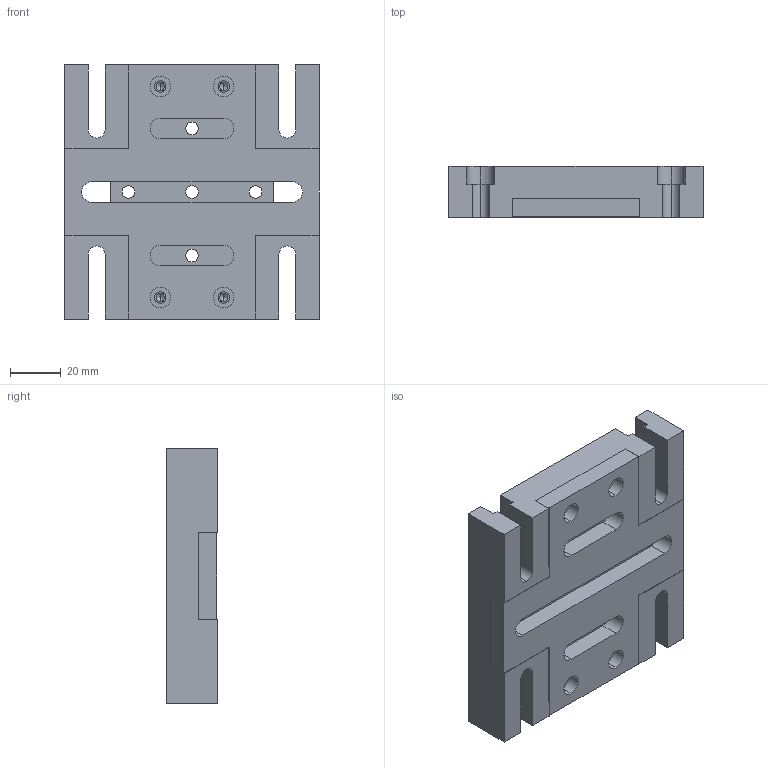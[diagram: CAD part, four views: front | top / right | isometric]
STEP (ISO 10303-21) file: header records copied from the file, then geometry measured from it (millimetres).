
FILE_DESCRIPTION (( 'STEP AP203' ), '1' );
FILE_NAME ('07LPB-1M.STEP', '2016-04-25T02:26:41', ( '' ), ( '' ), 'SwSTEP 2.0', 'SolidWorks 2016', '' );
FILE_SCHEMA (( 'CONFIG_CONTROL_DESIGN' ));
Length unit declared in the file: millimetre
Products named in the file (1): 07LPB-1M
Bounding box: 100 x 20 x 100 mm (x, y, z)
Volume: 147420.2 mm3; surface area: 57844.2 mm2
Topology: 3 solids, 3 shells, 179 faces, 496 edges, 324 vertices
Faces by surface type: plane 103, cylinder 68, cone 8
Entity records: 5799 total; most frequent: CARTESIAN_POINT 992, DIRECTION 984, ORIENTED_EDGE 976, EDGE_CURVE 488, LINE 352, VECTOR 352, VERTEX_POINT 324, AXIS2_PLACEMENT_3D 316
